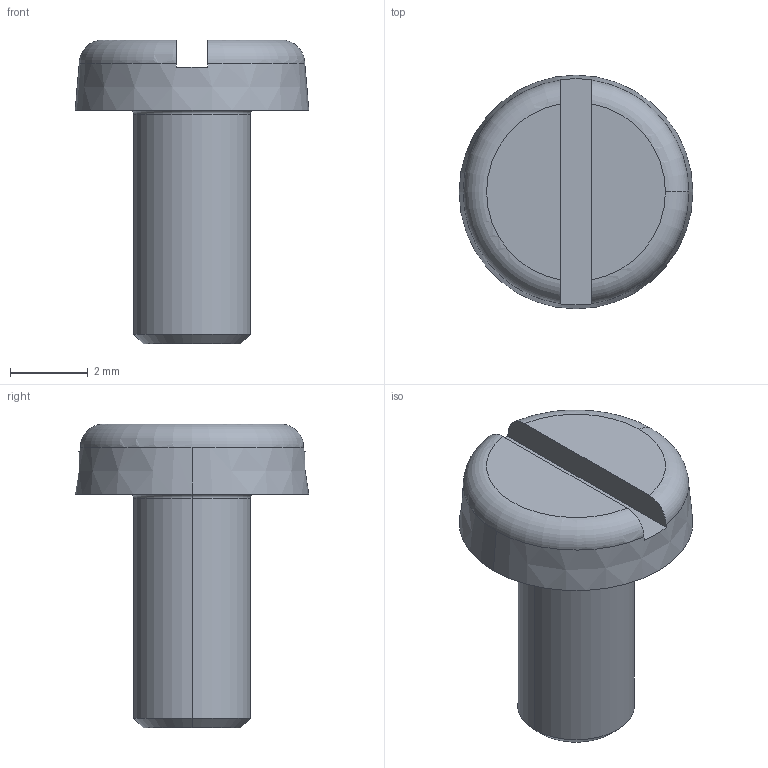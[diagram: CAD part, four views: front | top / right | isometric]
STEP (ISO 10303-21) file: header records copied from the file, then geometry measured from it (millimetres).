
FILE_DESCRIPTION (( 'STEP AP214' ), '1' );
FILE_NAME ('TR Fastenings Ltd-M3X6mm.STEP', '2018-03-29T12:23:04', ( '' ), ( '' ), 'SwSTEP 2.0', 'SolidWorks 2018', '' );
FILE_SCHEMA (( 'AUTOMOTIVE_DESIGN' ));
Length unit declared in the file: millimetre
Products named in the file (1): TR Fastenings Ltd-M3X6mm
Bounding box: 6 x 6 x 7.8 mm (x, y, z)
Volume: 86.3 mm3; surface area: 144.7 mm2
Topology: 1 solids, 1 shells, 18 faces, 40 edges, 25 vertices
Faces by surface type: plane 7, torus 5, cone 4, cylinder 2
Entity records: 578 total; most frequent: CARTESIAN_POINT 116, DIRECTION 92, ORIENTED_EDGE 80, AXIS2_PLACEMENT_3D 41, EDGE_CURVE 40, VERTEX_POINT 25, CIRCLE 22, EDGE_LOOP 19
